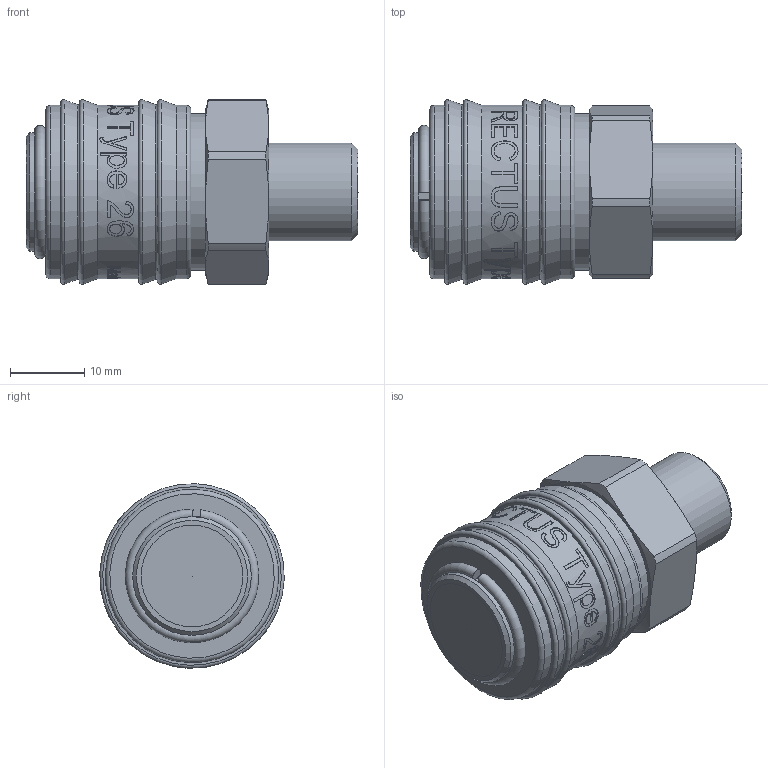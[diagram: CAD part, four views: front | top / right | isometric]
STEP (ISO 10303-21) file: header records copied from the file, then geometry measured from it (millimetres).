
FILE_DESCRIPTION((''),'2;1');
FILE_NAME('26kbaw13mpn.stp','2012-12-06T15:34:17',('IA176480'),(''),'Autodesk Inventor 2011','Autodesk Inventor 2011','');
FILE_SCHEMA(('AUTOMOTIVE_DESIGN { 1 0 10303 214 1 1 1 1 }'));
Length unit declared in the file: millimetre
Products named in the file (1): D105307
Bounding box: 44.61 x 24.78 x 24.78 mm (x, y, z)
Volume: 9343.4 mm3; surface area: 8443.7 mm2
Topology: 4 solids, 5 shells, 471 faces, 1217 edges, 800 vertices
Faces by surface type: bspline 189, plane 178, cylinder 60, cone 32, torus 12
Full cylindrical faces by diameter (mm): 13.157 x1, 14.45 x1, 14.55 x1, 14.95 x1, 15.45 x1, 15.95 x2, 16.1 x1, 16.65 x1, 17 x1, 18 x2, 21 x1, 21.1 x1, 23.3 x3
Entity records: 62996 total; most frequent: CARTESIAN_POINT 52761, ORIENTED_EDGE 2314, DIRECTION 1369, EDGE_CURVE 1157, VERTEX_POINT 785, EDGE_LOOP 566, B_SPLINE_CURVE_WITH_KNOTS 519, AXIS2_PLACEMENT_3D 474
